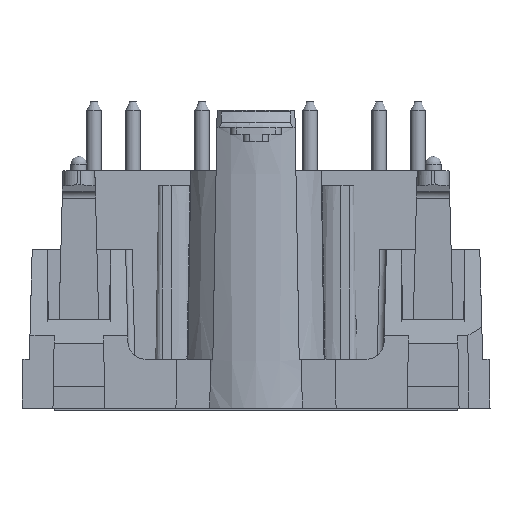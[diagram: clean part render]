
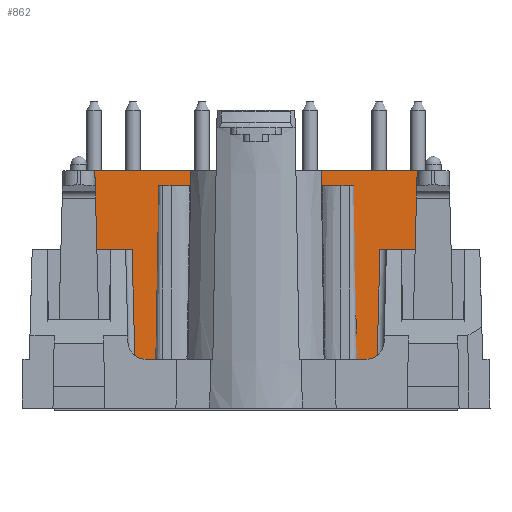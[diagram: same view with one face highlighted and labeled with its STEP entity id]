
A CAD part, left-side view. The second image highlights one B-rep face of the part: STEP entity #862.
In plain terms, the highlighted planar face has unit normal (-1, 0, 0.026).
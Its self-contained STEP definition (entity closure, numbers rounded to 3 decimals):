
#862 = ADVANCED_FACE( '', ( #2037 ), #2038, .T. );
#2037 = FACE_OUTER_BOUND( '', #3536, .T. );
#2038 = PLANE( '', #3537 );
#3536 = EDGE_LOOP( '', ( #6117, #6118, #6119, #6120, #6121, #6122, #6123, #6124 ) );
#3537 = AXIS2_PLACEMENT_3D( '', #6125, #6126, #6127 );
#6117 = ORIENTED_EDGE( '', *, *, #9013, .T. );
#6118 = ORIENTED_EDGE( '', *, *, #9455, .F. );
#6119 = ORIENTED_EDGE( '', *, *, #8898, .F. );
#6120 = ORIENTED_EDGE( '', *, *, #9395, .T. );
#6121 = ORIENTED_EDGE( '', *, *, #9456, .F. );
#6122 = ORIENTED_EDGE( '', *, *, #9457, .F. );
#6123 = ORIENTED_EDGE( '', *, *, #8905, .F. );
#6124 = ORIENTED_EDGE( '', *, *, #9458, .F. );
#6125 = CARTESIAN_POINT( '', ( -20.75, 0., 1.15 ) );
#6126 = DIRECTION( '', ( -1., 0., 0.026 ) );
#6127 = DIRECTION( '', ( -0.026, 0., -1. ) );
#8898 = EDGE_CURVE( '', #10826, #10828, #10829, .F. );
#8905 = EDGE_CURVE( '', #10839, #10841, #10842, .F. );
#9013 = EDGE_CURVE( '', #11023, #11021, #11024, .F. );
#9395 = EDGE_CURVE( '', #10826, #11595, #11597, .T. );
#9455 = EDGE_CURVE( '', #10828, #11021, #11683, .T. );
#9456 = EDGE_CURVE( '', #11684, #11595, #11685, .T. );
#9457 = EDGE_CURVE( '', #10841, #11684, #11686, .T. );
#9458 = EDGE_CURVE( '', #11023, #10839, #11687, .F. );
#10826 = VERTEX_POINT( '', #13440 );
#10828 = VERTEX_POINT( '', #13442 );
#10829 = LINE( '', #13443, #13444 );
#10839 = VERTEX_POINT( '', #13456 );
#10841 = VERTEX_POINT( '', #13458 );
#10842 = LINE( '', #13459, #13460 );
#11021 = VERTEX_POINT( '', #13720 );
#11023 = VERTEX_POINT( '', #13722 );
#11024 = LINE( '', #13723, #13724 );
#11595 = VERTEX_POINT( '', #14590 );
#11597 = LINE( '', #14592, #14593 );
#11683 = LINE( '', #14716, #14717 );
#11684 = VERTEX_POINT( '', #14718 );
#11685 = LINE( '', #14719, #14720 );
#11686 = LINE( '', #14721, #14722 );
#11687 = LINE( '', #14723, #14724 );
#13440 = CARTESIAN_POINT( '', ( -20.492, 8.608, 11. ) );
#13442 = CARTESIAN_POINT( '', ( -20.492, 12.7, 11. ) );
#13443 = CARTESIAN_POINT( '', ( -20.492, 0., 11. ) );
#13444 = VECTOR( '', #16390, 1000. );
#13456 = CARTESIAN_POINT( '', ( -20.492, -12.7, 11. ) );
#13458 = CARTESIAN_POINT( '', ( -20.492, -8.608, 11. ) );
#13459 = CARTESIAN_POINT( '', ( -20.492, 0., 11. ) );
#13460 = VECTOR( '', #16405, 1000. );
#13720 = CARTESIAN_POINT( '', ( -20.348, 12.218, 16.5 ) );
#13722 = CARTESIAN_POINT( '', ( -20.348, -12.218, 16.5 ) );
#13723 = CARTESIAN_POINT( '', ( -20.348, 0., 16.5 ) );
#13724 = VECTOR( '', #16541, 1000. );
#14590 = CARTESIAN_POINT( '', ( -20.75, 8.35, 1.15 ) );
#14592 = CARTESIAN_POINT( '', ( -20.75, 8.35, 1.162 ) );
#14593 = VECTOR( '', #16946, 1000. );
#14716 = CARTESIAN_POINT( '', ( -20.719, 13.458, 2.327 ) );
#14717 = VECTOR( '', #17026, 1000. );
#14718 = CARTESIAN_POINT( '', ( -20.75, -8.35, 1.15 ) );
#14719 = CARTESIAN_POINT( '', ( -20.75, 0., 1.15 ) );
#14720 = VECTOR( '', #17027, 1000. );
#14721 = CARTESIAN_POINT( '', ( -20.75, -8.35, 1.162 ) );
#14722 = VECTOR( '', #17028, 1000. );
#14723 = CARTESIAN_POINT( '', ( -20.719, -13.458, 2.327 ) );
#14724 = VECTOR( '', #17029, 1000. );
#16390 = DIRECTION( '', ( 0., -1., 0. ) );
#16405 = DIRECTION( '', ( 0., -1., 0. ) );
#16541 = DIRECTION( '', ( 0., -1., 0. ) );
#16946 = DIRECTION( '', ( -0.026, -0.026, -0.999 ) );
#17026 = DIRECTION( '', ( 0.026, -0.087, 0.996 ) );
#17027 = DIRECTION( '', ( 0., 1., 0. ) );
#17028 = DIRECTION( '', ( -0.026, 0.026, -0.999 ) );
#17029 = DIRECTION( '', ( 0.026, 0.087, 0.996 ) );
